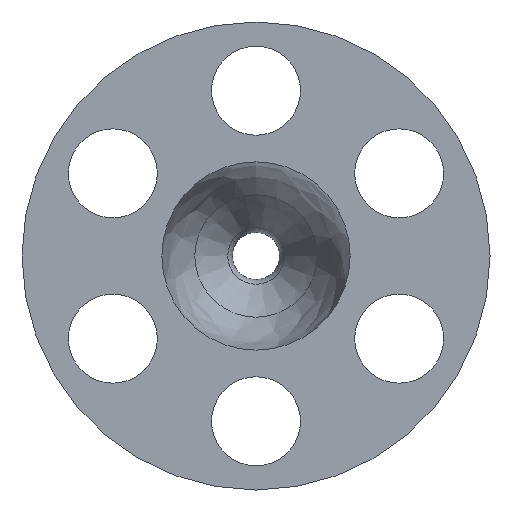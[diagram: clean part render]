
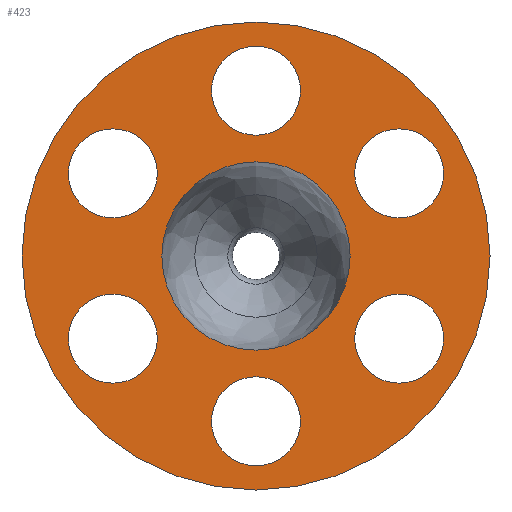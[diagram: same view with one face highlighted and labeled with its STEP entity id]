
A CAD part, left-side view. The second image highlights one B-rep face of the part: STEP entity #423.
In plain terms, the highlighted planar face has unit normal (-1, 0, 0).
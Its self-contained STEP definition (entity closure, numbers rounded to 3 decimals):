
#66=FACE_BOUND('',#124,.T.);
#67=FACE_BOUND('',#125,.T.);
#68=FACE_BOUND('',#126,.T.);
#69=FACE_BOUND('',#127,.T.);
#70=FACE_BOUND('',#128,.T.);
#71=FACE_BOUND('',#129,.T.);
#72=FACE_BOUND('',#130,.T.);
#99=FACE_OUTER_BOUND('',#123,.T.);
#123=EDGE_LOOP('',(#377));
#124=EDGE_LOOP('',(#378));
#125=EDGE_LOOP('',(#379));
#126=EDGE_LOOP('',(#380));
#127=EDGE_LOOP('',(#381));
#128=EDGE_LOOP('',(#382));
#129=EDGE_LOOP('',(#383));
#130=EDGE_LOOP('',(#384));
#170=CIRCLE('',#481,3.5);
#172=CIRCLE('',#484,3.5);
#174=CIRCLE('',#487,3.5);
#176=CIRCLE('',#490,3.5);
#178=CIRCLE('',#493,3.5);
#180=CIRCLE('',#496,3.5);
#181=CIRCLE('',#498,18.402);
#182=CIRCLE('',#499,7.402);
#209=VERTEX_POINT('',#839);
#211=VERTEX_POINT('',#845);
#213=VERTEX_POINT('',#851);
#215=VERTEX_POINT('',#857);
#217=VERTEX_POINT('',#863);
#219=VERTEX_POINT('',#869);
#220=VERTEX_POINT('',#873);
#221=VERTEX_POINT('',#875);
#261=EDGE_CURVE('',#209,#209,#170,.T.);
#264=EDGE_CURVE('',#211,#211,#172,.T.);
#267=EDGE_CURVE('',#213,#213,#174,.T.);
#270=EDGE_CURVE('',#215,#215,#176,.T.);
#273=EDGE_CURVE('',#217,#217,#178,.T.);
#276=EDGE_CURVE('',#219,#219,#180,.T.);
#277=EDGE_CURVE('',#220,#220,#181,.T.);
#278=EDGE_CURVE('',#221,#221,#182,.T.);
#377=ORIENTED_EDGE('',*,*,#277,.F.);
#378=ORIENTED_EDGE('',*,*,#261,.T.);
#379=ORIENTED_EDGE('',*,*,#264,.T.);
#380=ORIENTED_EDGE('',*,*,#267,.T.);
#381=ORIENTED_EDGE('',*,*,#270,.T.);
#382=ORIENTED_EDGE('',*,*,#273,.T.);
#383=ORIENTED_EDGE('',*,*,#276,.T.);
#384=ORIENTED_EDGE('',*,*,#278,.T.);
#402=PLANE('',#497);
#423=ADVANCED_FACE('',(#99,#66,#67,#68,#69,#70,#71,#72),#402,.T.);
#481=AXIS2_PLACEMENT_3D('',#841,#591,#592);
#484=AXIS2_PLACEMENT_3D('',#847,#598,#599);
#487=AXIS2_PLACEMENT_3D('',#853,#605,#606);
#490=AXIS2_PLACEMENT_3D('',#859,#612,#613);
#493=AXIS2_PLACEMENT_3D('',#865,#619,#620);
#496=AXIS2_PLACEMENT_3D('',#871,#626,#627);
#497=AXIS2_PLACEMENT_3D('',#872,#628,#629);
#498=AXIS2_PLACEMENT_3D('',#874,#630,#631);
#499=AXIS2_PLACEMENT_3D('',#876,#632,#633);
#591=DIRECTION('center_axis',(1.,0.,0.));
#592=DIRECTION('ref_axis',(0.,1.,0.));
#598=DIRECTION('center_axis',(1.,0.,0.));
#599=DIRECTION('ref_axis',(0.,1.,0.));
#605=DIRECTION('center_axis',(1.,0.,0.));
#606=DIRECTION('ref_axis',(0.,1.,0.));
#612=DIRECTION('center_axis',(1.,0.,0.));
#613=DIRECTION('ref_axis',(0.,1.,0.));
#619=DIRECTION('center_axis',(1.,0.,0.));
#620=DIRECTION('ref_axis',(0.,1.,0.));
#626=DIRECTION('center_axis',(1.,0.,0.));
#627=DIRECTION('ref_axis',(0.,1.,0.));
#628=DIRECTION('center_axis',(-1.,0.,0.));
#629=DIRECTION('ref_axis',(0.,0.,1.));
#630=DIRECTION('center_axis',(1.,0.,0.));
#631=DIRECTION('ref_axis',(0.,1.,0.));
#632=DIRECTION('center_axis',(1.,0.,0.));
#633=DIRECTION('ref_axis',(0.,0.,-1.));
#839=CARTESIAN_POINT('',(0.,-14.758,6.5));
#841=CARTESIAN_POINT('Origin',(0.,-11.258,6.5));
#845=CARTESIAN_POINT('',(0.,-3.5,-13.));
#847=CARTESIAN_POINT('Origin',(0.,0.,-13.));
#851=CARTESIAN_POINT('',(0.,-14.758,-6.5));
#853=CARTESIAN_POINT('Origin',(0.,-11.258,-6.5));
#857=CARTESIAN_POINT('',(0.,7.758,6.5));
#859=CARTESIAN_POINT('Origin',(0.,11.258,6.5));
#863=CARTESIAN_POINT('',(0.,7.758,-6.5));
#865=CARTESIAN_POINT('Origin',(0.,11.258,-6.5));
#869=CARTESIAN_POINT('',(0.,-3.5,13.));
#871=CARTESIAN_POINT('Origin',(0.,0.,13.));
#872=CARTESIAN_POINT('Origin',(0.,8.402,0.));
#873=CARTESIAN_POINT('',(0.,-18.402,0.));
#874=CARTESIAN_POINT('Origin',(0.,0.,0.));
#875=CARTESIAN_POINT('',(0.,-7.402,0.));
#876=CARTESIAN_POINT('Origin',(0.,0.,0.));
